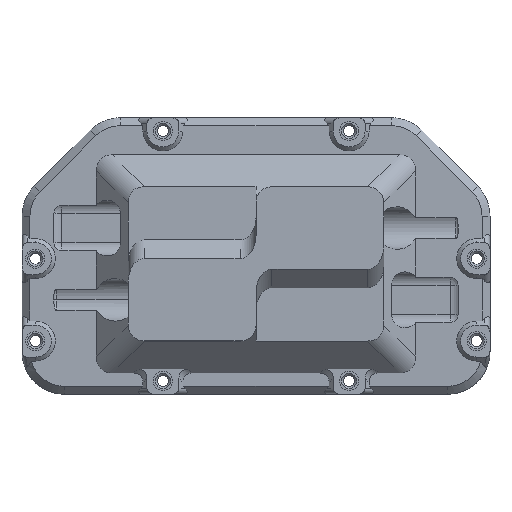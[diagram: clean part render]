
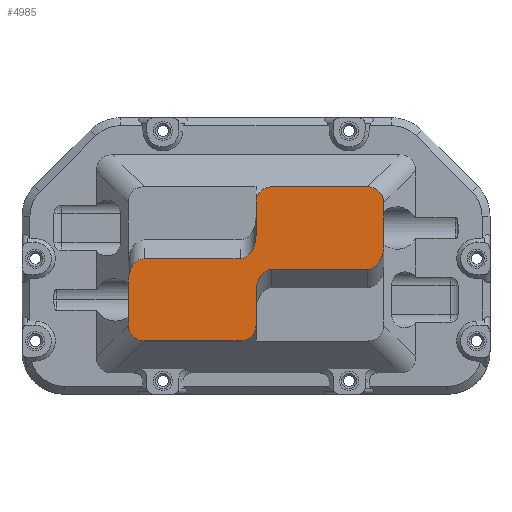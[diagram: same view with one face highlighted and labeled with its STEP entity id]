
A CAD part, top view. The second image highlights one B-rep face of the part: STEP entity #4985.
In plain terms, the highlighted planar face has unit normal (0, 0, 1).
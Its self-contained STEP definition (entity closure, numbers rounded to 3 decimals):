
#3965=CARTESIAN_POINT('',(0.,-13.485,49.));
#3966=VERTEX_POINT('',#3965);
#3973=CARTESIAN_POINT('',(0.,-26.,49.));
#3974=VERTEX_POINT('',#3973);
#3975=CARTESIAN_POINT('',(0.,-26.,49.));
#3976=DIRECTION('',(0.,1.,0.));
#3977=VECTOR('',#3976,12.515);
#3978=LINE('',#3975,#3977);
#3979=EDGE_CURVE('',#3974,#3966,#3978,.T.);
#4851=CARTESIAN_POINT('',(-45.,-18.,49.));
#4852=DIRECTION('',(0.,0.,-1.));
#4853=DIRECTION('',(0.,1.,0.));
#4854=AXIS2_PLACEMENT_3D('',#4851,#4852,#4853);
#4855=PLANE('',#4854);
#4856=CARTESIAN_POINT('',(-42.,-1.,49.));
#4857=VERTEX_POINT('',#4856);
#4858=CARTESIAN_POINT('',(-48.,-9.485,49.));
#4859=VERTEX_POINT('',#4858);
#4860=CARTESIAN_POINT('',(-42.,-9.485,49.));
#4861=DIRECTION('',(-0.,-0.,1.));
#4862=DIRECTION('',(0.,1.,0.));
#4863=AXIS2_PLACEMENT_3D('',#4860,#4861,#4862);
#4864=ELLIPSE('',#4863,8.485,6.);
#4865=EDGE_CURVE('',#4857,#4859,#4864,.T.);
#4866=ORIENTED_EDGE('',*,*,#4865,.T.);
#4867=CARTESIAN_POINT('',(-48.,-26.,49.));
#4868=VERTEX_POINT('',#4867);
#4869=CARTESIAN_POINT('',(-48.,-26.,49.));
#4870=DIRECTION('',(0.,1.,0.));
#4871=VECTOR('',#4870,16.515);
#4872=LINE('',#4869,#4871);
#4873=EDGE_CURVE('',#4868,#4859,#4872,.T.);
#4874=ORIENTED_EDGE('',*,*,#4873,.F.);
#4875=CARTESIAN_POINT('',(-42.,-32.,49.));
#4876=VERTEX_POINT('',#4875);
#4877=CARTESIAN_POINT('',(-42.,-26.,49.));
#4878=DIRECTION('',(-0.,-0.,1.));
#4879=DIRECTION('',(0.,1.,0.));
#4880=AXIS2_PLACEMENT_3D('',#4877,#4878,#4879);
#4881=CIRCLE('',#4880,6.);
#4882=EDGE_CURVE('',#4868,#4876,#4881,.T.);
#4883=ORIENTED_EDGE('',*,*,#4882,.T.);
#4884=CARTESIAN_POINT('',(-6.,-32.,49.));
#4885=VERTEX_POINT('',#4884);
#4886=CARTESIAN_POINT('',(-42.,-32.,49.));
#4887=DIRECTION('',(1.,0.,-0.));
#4888=VECTOR('',#4887,36.);
#4889=LINE('',#4886,#4888);
#4890=EDGE_CURVE('',#4876,#4885,#4889,.T.);
#4891=ORIENTED_EDGE('',*,*,#4890,.T.);
#4892=CARTESIAN_POINT('',(-6.,-26.,49.));
#4893=DIRECTION('',(-0.,-0.,1.));
#4894=DIRECTION('',(0.,1.,0.));
#4895=AXIS2_PLACEMENT_3D('',#4892,#4893,#4894);
#4896=CIRCLE('',#4895,6.);
#4897=EDGE_CURVE('',#4885,#3974,#4896,.T.);
#4898=ORIENTED_EDGE('',*,*,#4897,.T.);
#4899=ORIENTED_EDGE('',*,*,#3979,.T.);
#4900=CARTESIAN_POINT('',(6.,-5.,49.));
#4901=VERTEX_POINT('',#4900);
#4902=CARTESIAN_POINT('',(6.,-13.485,49.));
#4903=DIRECTION('',(0.,0.,-1.));
#4904=DIRECTION('',(0.,-1.,-0.));
#4905=AXIS2_PLACEMENT_3D('',#4902,#4903,#4904);
#4906=ELLIPSE('',#4905,8.485,6.);
#4907=EDGE_CURVE('',#3966,#4901,#4906,.T.);
#4908=ORIENTED_EDGE('',*,*,#4907,.T.);
#4909=CARTESIAN_POINT('',(42.,-5.,49.));
#4910=VERTEX_POINT('',#4909);
#4911=CARTESIAN_POINT('',(42.,-5.,49.));
#4912=DIRECTION('',(-1.,0.,0.));
#4913=VECTOR('',#4912,36.);
#4914=LINE('',#4911,#4913);
#4915=EDGE_CURVE('',#4910,#4901,#4914,.T.);
#4916=ORIENTED_EDGE('',*,*,#4915,.F.);
#4917=CARTESIAN_POINT('',(48.,3.485,49.));
#4918=VERTEX_POINT('',#4917);
#4919=CARTESIAN_POINT('',(42.,3.485,49.));
#4920=DIRECTION('',(0.,-0.,1.));
#4921=DIRECTION('',(0.,1.,0.));
#4922=AXIS2_PLACEMENT_3D('',#4919,#4920,#4921);
#4923=ELLIPSE('',#4922,8.485,6.);
#4924=EDGE_CURVE('',#4910,#4918,#4923,.T.);
#4925=ORIENTED_EDGE('',*,*,#4924,.T.);
#4926=CARTESIAN_POINT('',(48.,20.,49.));
#4927=VERTEX_POINT('',#4926);
#4928=CARTESIAN_POINT('',(48.,3.485,49.));
#4929=DIRECTION('',(0.,1.,0.));
#4930=VECTOR('',#4929,16.515);
#4931=LINE('',#4928,#4930);
#4932=EDGE_CURVE('',#4918,#4927,#4931,.T.);
#4933=ORIENTED_EDGE('',*,*,#4932,.T.);
#4934=CARTESIAN_POINT('',(42.,26.,49.));
#4935=VERTEX_POINT('',#4934);
#4936=CARTESIAN_POINT('',(42.,20.,49.));
#4937=DIRECTION('',(0.,-0.,1.));
#4938=DIRECTION('',(0.,-1.,-0.));
#4939=AXIS2_PLACEMENT_3D('',#4936,#4937,#4938);
#4940=CIRCLE('',#4939,6.);
#4941=EDGE_CURVE('',#4927,#4935,#4940,.T.);
#4942=ORIENTED_EDGE('',*,*,#4941,.T.);
#4943=CARTESIAN_POINT('',(6.,26.,49.));
#4944=VERTEX_POINT('',#4943);
#4945=CARTESIAN_POINT('',(42.,26.,49.));
#4946=DIRECTION('',(-1.,0.,0.));
#4947=VECTOR('',#4946,36.);
#4948=LINE('',#4945,#4947);
#4949=EDGE_CURVE('',#4935,#4944,#4948,.T.);
#4950=ORIENTED_EDGE('',*,*,#4949,.T.);
#4951=CARTESIAN_POINT('',(0.,20.,49.));
#4952=VERTEX_POINT('',#4951);
#4953=CARTESIAN_POINT('',(6.,20.,49.));
#4954=DIRECTION('',(0.,-0.,1.));
#4955=DIRECTION('',(0.,-1.,-0.));
#4956=AXIS2_PLACEMENT_3D('',#4953,#4954,#4955);
#4957=CIRCLE('',#4956,6.);
#4958=EDGE_CURVE('',#4944,#4952,#4957,.T.);
#4959=ORIENTED_EDGE('',*,*,#4958,.T.);
#4960=CARTESIAN_POINT('',(0.,7.485,49.));
#4961=VERTEX_POINT('',#4960);
#4962=CARTESIAN_POINT('',(0.,7.485,49.));
#4963=DIRECTION('',(0.,1.,0.));
#4964=VECTOR('',#4963,12.515);
#4965=LINE('',#4962,#4964);
#4966=EDGE_CURVE('',#4961,#4952,#4965,.T.);
#4967=ORIENTED_EDGE('',*,*,#4966,.F.);
#4968=CARTESIAN_POINT('',(-6.,-1.,49.));
#4969=VERTEX_POINT('',#4968);
#4970=CARTESIAN_POINT('',(-6.,7.485,49.));
#4971=DIRECTION('',(0.,0.,-1.));
#4972=DIRECTION('',(0.,1.,0.));
#4973=AXIS2_PLACEMENT_3D('',#4970,#4971,#4972);
#4974=ELLIPSE('',#4973,8.485,6.);
#4975=EDGE_CURVE('',#4961,#4969,#4974,.T.);
#4976=ORIENTED_EDGE('',*,*,#4975,.T.);
#4977=CARTESIAN_POINT('',(-42.,-1.,49.));
#4978=DIRECTION('',(1.,0.,-0.));
#4979=VECTOR('',#4978,36.);
#4980=LINE('',#4977,#4979);
#4981=EDGE_CURVE('',#4857,#4969,#4980,.T.);
#4982=ORIENTED_EDGE('',*,*,#4981,.F.);
#4983=EDGE_LOOP('',(#4866,#4874,#4883,#4891,#4898,#4899,#4908,#4916,#4925,#4933,#4942,#4950,#4959,#4967,#4976,#4982));
#4984=FACE_BOUND('',#4983,.T.);
#4985=ADVANCED_FACE('',(#4984),#4855,.F.);
